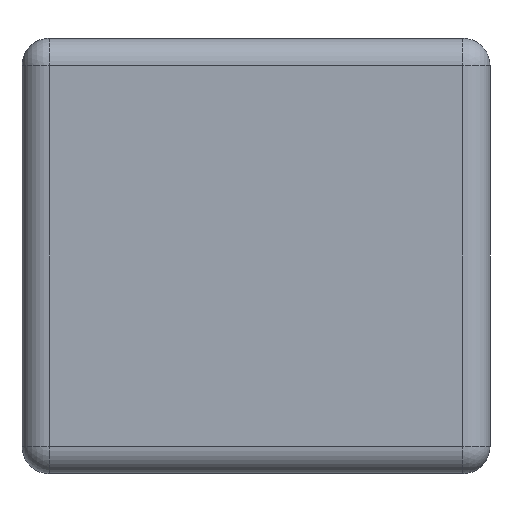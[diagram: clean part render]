
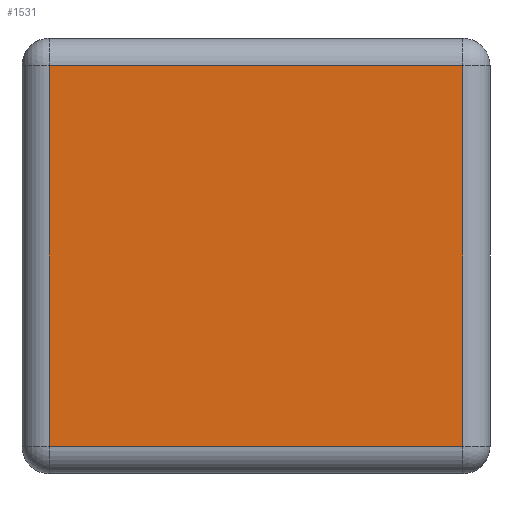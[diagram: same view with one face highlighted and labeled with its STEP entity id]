
A CAD part, left-side view. The second image highlights one B-rep face of the part: STEP entity #1531.
In plain terms, the highlighted planar face has unit normal (-1, 0, 0).
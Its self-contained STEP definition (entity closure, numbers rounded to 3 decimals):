
#78 = ORIENTED_EDGE ( 'NONE', *, *, #1191, .T. ) ;
#96 = DIRECTION ( 'NONE',  ( 0., -1., 0. ) ) ;
#208 = EDGE_LOOP ( 'NONE', ( #522, #1305, #78, #834 ) ) ;
#228 = LINE ( 'NONE', #992, #1573 ) ;
#235 = VERTEX_POINT ( 'NONE', #1220 ) ;
#322 = VECTOR ( 'NONE', #96, 1000. ) ;
#338 = CARTESIAN_POINT ( 'NONE',  ( -0.8, 0.81, 0.4 ) ) ;
#353 = AXIS2_PLACEMENT_3D ( 'NONE', #1340, #1059, #1601 ) ;
#357 = EDGE_CURVE ( 'NONE', #1042, #235, #228, .T. ) ;
#402 = VECTOR ( 'NONE', #1402, 1000. ) ;
#411 = CARTESIAN_POINT ( 'NONE',  ( -0.8, 0.81, -0.35 ) ) ;
#522 = ORIENTED_EDGE ( 'NONE', *, *, #357, .T. ) ;
#538 = LINE ( 'NONE', #644, #1415 ) ;
#582 = LINE ( 'NONE', #843, #322 ) ;
#644 = CARTESIAN_POINT ( 'NONE',  ( -0.8, 0.05, 0.4 ) ) ;
#834 = ORIENTED_EDGE ( 'NONE', *, *, #1397, .T. ) ;
#843 = CARTESIAN_POINT ( 'NONE',  ( -0.8, 0.86, -0.35 ) ) ;
#847 = DIRECTION ( 'NONE',  ( 0., 1., 0. ) ) ;
#906 = EDGE_CURVE ( 'NONE', #235, #1399, #993, .T. ) ;
#992 = CARTESIAN_POINT ( 'NONE',  ( -0.8, 0.86, 0.35 ) ) ;
#993 = LINE ( 'NONE', #338, #402 ) ;
#1020 = PLANE ( 'NONE',  #353 ) ;
#1042 = VERTEX_POINT ( 'NONE', #1219 ) ;
#1059 = DIRECTION ( 'NONE',  ( 1., 0., 0. ) ) ;
#1191 = EDGE_CURVE ( 'NONE', #1399, #1390, #582, .T. ) ;
#1219 = CARTESIAN_POINT ( 'NONE',  ( -0.8, 0.05, 0.35 ) ) ;
#1220 = CARTESIAN_POINT ( 'NONE',  ( -0.8, 0.81, 0.35 ) ) ;
#1305 = ORIENTED_EDGE ( 'NONE', *, *, #906, .T. ) ;
#1323 = CARTESIAN_POINT ( 'NONE',  ( -0.8, 0.05, -0.35 ) ) ;
#1337 = DIRECTION ( 'NONE',  ( 0., 0., 1. ) ) ;
#1340 = CARTESIAN_POINT ( 'NONE',  ( -0.8, 0.86, 0.4 ) ) ;
#1390 = VERTEX_POINT ( 'NONE', #1323 ) ;
#1397 = EDGE_CURVE ( 'NONE', #1390, #1042, #538, .T. ) ;
#1399 = VERTEX_POINT ( 'NONE', #411 ) ;
#1402 = DIRECTION ( 'NONE',  ( 0., 0., -1. ) ) ;
#1415 = VECTOR ( 'NONE', #1337, 1000. ) ;
#1448 = FACE_OUTER_BOUND ( 'NONE', #208, .T. ) ;
#1531 = ADVANCED_FACE ( 'NONE', ( #1448 ), #1020, .F. ) ;
#1573 = VECTOR ( 'NONE', #847, 1000. ) ;
#1601 = DIRECTION ( 'NONE',  ( 0., 0., -1. ) ) ;
